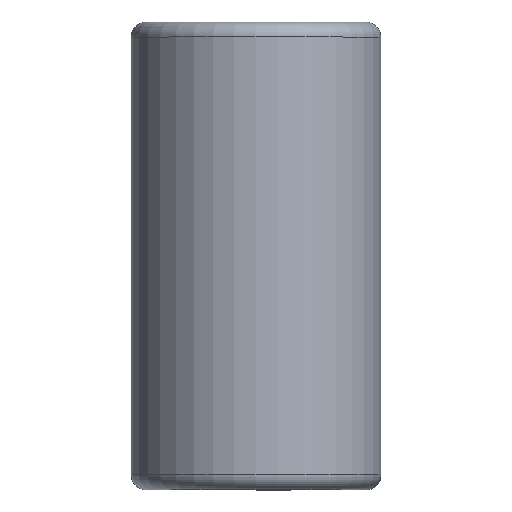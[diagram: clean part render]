
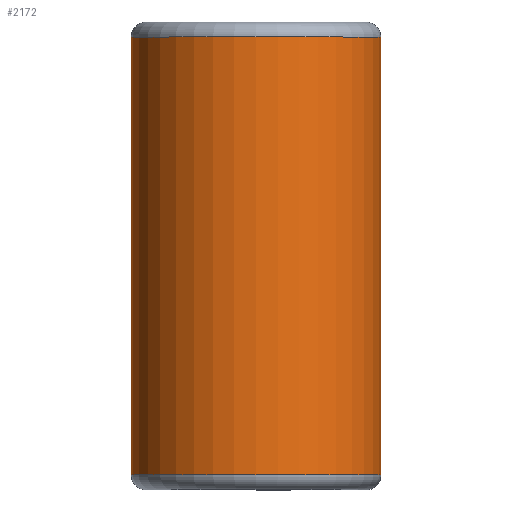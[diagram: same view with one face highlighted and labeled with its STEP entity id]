
A CAD part, top view. The second image highlights one B-rep face of the part: STEP entity #2172.
In plain terms, the highlighted cylindrical face has radius 6.363 mm (diameter 12.725 mm), a partial arc.
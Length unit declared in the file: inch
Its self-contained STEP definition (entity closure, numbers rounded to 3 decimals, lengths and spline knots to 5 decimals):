
#45 = VECTOR ( 'NONE', #2357, 39.37008 ) ;
#50 = CARTESIAN_POINT ( 'NONE',  ( 0., -0.43875, 0. ) ) ;
#84 = VERTEX_POINT ( 'NONE', #89 ) ;
#89 = CARTESIAN_POINT ( 'NONE',  ( 0., 0.43875, -0.2505 ) ) ;
#136 = LINE ( 'NONE', #1538, #456 ) ;
#210 = DIRECTION ( 'NONE',  ( 0., 0., -1. ) ) ;
#224 = CARTESIAN_POINT ( 'NONE',  ( 0., 0.43875, -0.2505 ) ) ;
#365 = EDGE_CURVE ( 'NONE', #2299, #84, #504, .T. ) ;
#397 = EDGE_CURVE ( 'NONE', #595, #1801, #136, .T. ) ;
#456 = VECTOR ( 'NONE', #2335, 39.37008 ) ;
#497 = EDGE_CURVE ( 'NONE', #1801, #84, #502, .T. ) ;
#502 = CIRCLE ( 'NONE', #1027, 0.2505 ) ;
#504 = LINE ( 'NONE', #224, #45 ) ;
#595 = VERTEX_POINT ( 'NONE', #2127 ) ;
#646 = CIRCLE ( 'NONE', #2173, 0.2505 ) ;
#662 = CARTESIAN_POINT ( 'NONE',  ( 0.2505, 0.43875, 0. ) ) ;
#769 = ORIENTED_EDGE ( 'NONE', *, *, #497, .T. ) ;
#798 = CARTESIAN_POINT ( 'NONE',  ( 0., -0.43875, -0.2505 ) ) ;
#936 = ORIENTED_EDGE ( 'NONE', *, *, #1430, .F. ) ;
#970 = DIRECTION ( 'NONE',  ( 0., 0., -1. ) ) ;
#1027 = AXIS2_PLACEMENT_3D ( 'NONE', #1776, #1762, #1757 ) ;
#1309 = DIRECTION ( 'NONE',  ( 0., -1., 0. ) ) ;
#1336 = DIRECTION ( 'NONE',  ( 0., -1., 0. ) ) ;
#1430 = EDGE_CURVE ( 'NONE', #595, #2299, #646, .T. ) ;
#1486 = EDGE_LOOP ( 'NONE', ( #2215, #769, #1959, #936 ) ) ;
#1489 = FACE_OUTER_BOUND ( 'NONE', #1486, .T. ) ;
#1538 = CARTESIAN_POINT ( 'NONE',  ( 0.2505, 0.43875, 0. ) ) ;
#1757 = DIRECTION ( 'NONE',  ( 0., 0., -1. ) ) ;
#1762 = DIRECTION ( 'NONE',  ( 0., -1., 0. ) ) ;
#1776 = CARTESIAN_POINT ( 'NONE',  ( 0., 0.43875, 0. ) ) ;
#1801 = VERTEX_POINT ( 'NONE', #662 ) ;
#1959 = ORIENTED_EDGE ( 'NONE', *, *, #365, .F. ) ;
#2127 = CARTESIAN_POINT ( 'NONE',  ( 0.2505, -0.43875, 0. ) ) ;
#2156 = CARTESIAN_POINT ( 'NONE',  ( 0., 0.4375, 0. ) ) ;
#2172 = ADVANCED_FACE ( 'NONE', ( #1489 ), #2338, .T. ) ;
#2173 = AXIS2_PLACEMENT_3D ( 'NONE', #50, #1309, #210 ) ;
#2215 = ORIENTED_EDGE ( 'NONE', *, *, #397, .T. ) ;
#2299 = VERTEX_POINT ( 'NONE', #798 ) ;
#2335 = DIRECTION ( 'NONE',  ( 0., 1., 0. ) ) ;
#2338 = CYLINDRICAL_SURFACE ( 'NONE', #2447, 0.2505 ) ;
#2357 = DIRECTION ( 'NONE',  ( 0., 1., 0. ) ) ;
#2447 = AXIS2_PLACEMENT_3D ( 'NONE', #2156, #1336, #970 ) ;
